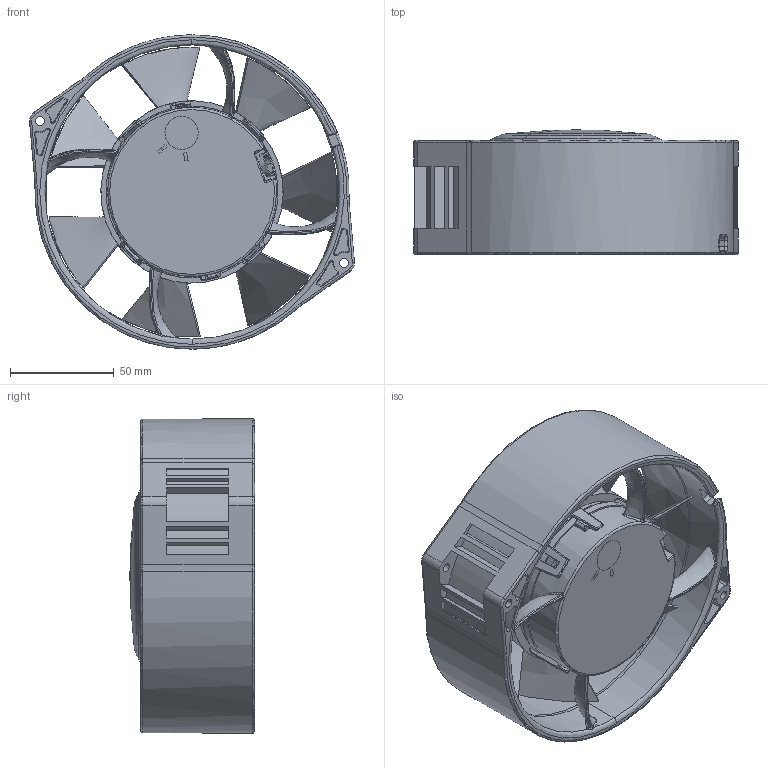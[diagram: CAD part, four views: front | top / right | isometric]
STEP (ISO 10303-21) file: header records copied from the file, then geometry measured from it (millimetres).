
FILE_DESCRIPTION((''),'2;1');
FILE_NAME('AFL15AUHS','2018-08-17T',('WEICHE.WEI'),(''),'CREO PARAMETRIC BY PTC INC, 2015080','CREO PARAMETRIC BY PTC INC, 2015080','');
FILE_SCHEMA(('CONFIG_CONTROL_DESIGN'));
Length unit declared in the file: millimetre
Products named in the file (1): AFL15AUHS
Bounding box: 156.78 x 60.41 x 151.7 mm (x, y, z)
Volume: 470573 mm3; surface area: 107677.6 mm2
Topology: 1 solids, 1 shells, 650 faces, 1737 edges, 1097 vertices
Faces by surface type: plane 210, cylinder 161, bspline 144, cone 70, torus 54, sphere 6, revolution 5
Entity records: 38453 total; most frequent: CARTESIAN_POINT 23156, ORIENTED_EDGE 3456, DIRECTION 2871, EDGE_CURVE 1728, VERTEX_POINT 1097, AXIS2_PLACEMENT_3D 1087, VECTOR 692, LINE 692
